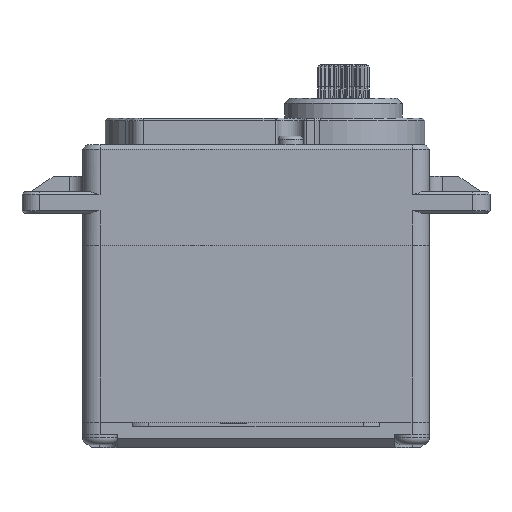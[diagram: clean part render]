
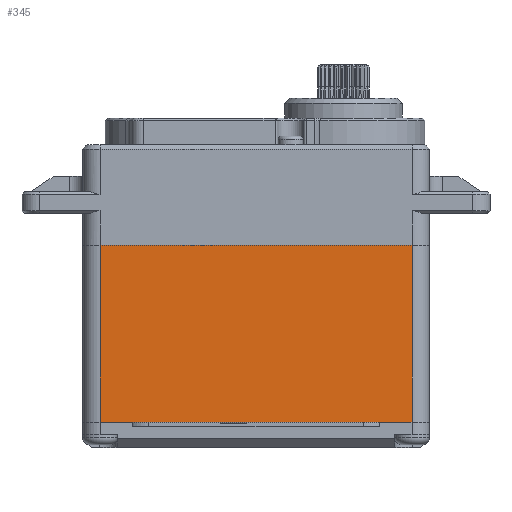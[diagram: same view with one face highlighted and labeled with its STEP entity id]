
A CAD part, top view. The second image highlights one B-rep face of the part: STEP entity #345.
In plain terms, the highlighted planar face has unit normal (0, 0, 1).
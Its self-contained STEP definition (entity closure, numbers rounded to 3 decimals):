
#135=DIRECTION('',(0.,1.,0.));
#136=VECTOR('',#135,20.4);
#137=CARTESIAN_POINT('',(-18.,-20.4,10.));
#138=LINE('',#137,#136);
#139=DIRECTION('',(0.,1.,0.));
#140=VECTOR('',#139,20.4);
#141=CARTESIAN_POINT('',(18.,-20.4,10.));
#142=LINE('',#141,#140);
#178=DIRECTION('',(1.,0.,0.));
#179=VECTOR('',#178,36.);
#180=CARTESIAN_POINT('',(-18.,-20.4,10.));
#181=LINE('',#180,#179);
#201=DIRECTION('',(1.,0.,0.));
#202=VECTOR('',#201,36.);
#203=CARTESIAN_POINT('',(-18.,0.,10.));
#204=LINE('',#203,#202);
#233=CARTESIAN_POINT('',(-18.,0.,10.));
#234=VERTEX_POINT('',#233);
#235=CARTESIAN_POINT('',(18.,0.,10.));
#236=VERTEX_POINT('',#235);
#249=CARTESIAN_POINT('',(-18.,-20.4,10.));
#250=VERTEX_POINT('',#249);
#251=CARTESIAN_POINT('',(18.,-20.4,10.));
#252=VERTEX_POINT('',#251);
#331=CARTESIAN_POINT('',(-18.,0.,10.));
#332=DIRECTION('',(0.,0.,1.));
#333=DIRECTION('',(1.,0.,0.));
#334=AXIS2_PLACEMENT_3D('',#331,#332,#333);
#335=PLANE('',#334);
#337=ORIENTED_EDGE('',*,*,#336,.F.);
#339=ORIENTED_EDGE('',*,*,#338,.F.);
#340=ORIENTED_EDGE('',*,*,#321,.T.);
#342=ORIENTED_EDGE('',*,*,#341,.T.);
#343=EDGE_LOOP('',(#337,#339,#340,#342));
#344=FACE_OUTER_BOUND('',#343,.F.);
#345=ADVANCED_FACE('',(#344),#335,.T.);
#321=EDGE_CURVE('',#250,#234,#138,.T.);
#336=EDGE_CURVE('',#252,#236,#142,.T.);
#338=EDGE_CURVE('',#250,#252,#181,.T.);
#341=EDGE_CURVE('',#234,#236,#204,.T.);
